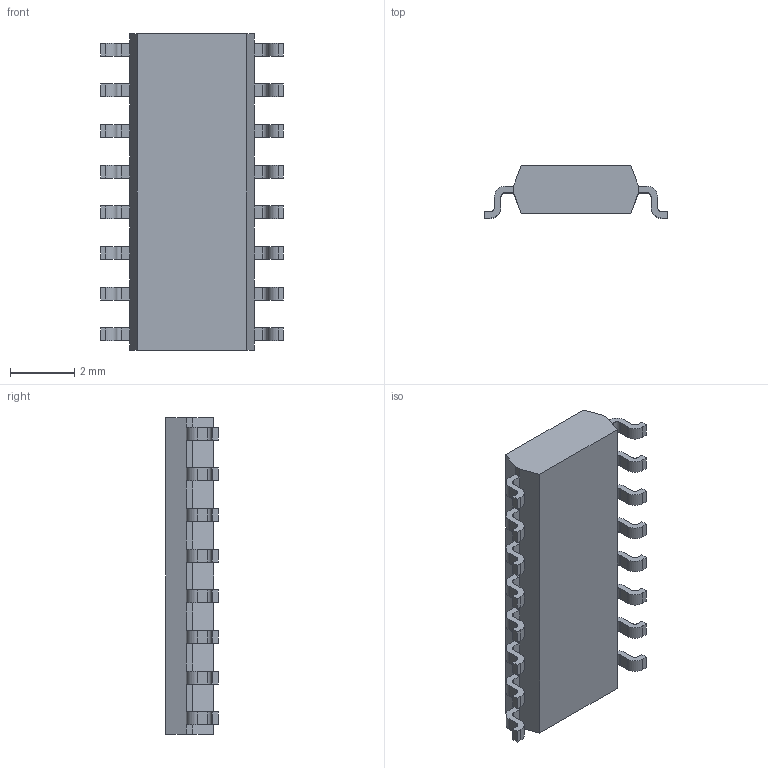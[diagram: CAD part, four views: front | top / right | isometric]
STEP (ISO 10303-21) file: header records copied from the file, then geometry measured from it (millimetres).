
FILE_DESCRIPTION (( 'STEP AP214' ), '1' );
FILE_NAME ('2DEFB4A0-44C4-482C-8815-62765F3D8019.STEP', '2008-04-28T18:19:54', ( 'sysAdmin' ), ( 'SolidWorks' ), 'SwSTEP 2.0', 'SolidWorks 2008', '' );
FILE_SCHEMA (( 'AUTOMOTIVE_DESIGN' ));
Length unit declared in the file: millimetre
Products named in the file (1): 2DEFB4A0-44C4-482C-8815-62765F3D8019
Bounding box: 5.7 x 1.65 x 9.9 mm (x, y, z)
Volume: 56.8 mm3; surface area: 139 mm2
Topology: 1 solids, 1 shells, 234 faces, 632 edges, 400 vertices
Faces by surface type: plane 170, cylinder 64
Entity records: 7354 total; most frequent: CARTESIAN_POINT 1267, ORIENTED_EDGE 1264, DIRECTION 1230, EDGE_CURVE 632, VECTOR 504, LINE 504, VERTEX_POINT 400, AXIS2_PLACEMENT_3D 363
